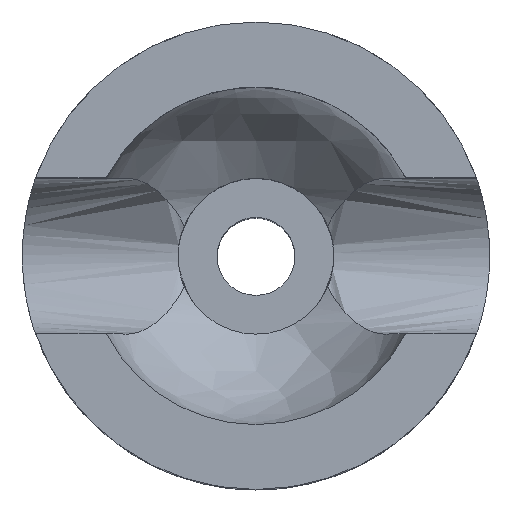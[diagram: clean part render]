
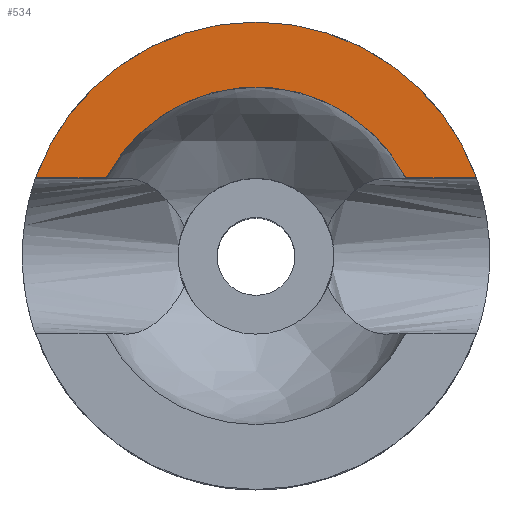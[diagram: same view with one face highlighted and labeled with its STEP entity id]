
A CAD part, top view. The second image highlights one B-rep face of the part: STEP entity #534.
In plain terms, the highlighted free-form (B-spline) face has degree [1, 1] with [2, 2] control points.
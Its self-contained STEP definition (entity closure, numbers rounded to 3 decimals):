
#12=B_SPLINE_SURFACE_WITH_KNOTS('',1,1,((#1092,#1093),(#1094,#1095)),
 .PLANE_SURF.,.F.,.F.,.F.,(2,2),(2,2),(0.,1.),(0.,1.),.UNSPECIFIED.);
#25=LINE('',#1096,#41);
#26=LINE('',#1100,#42);
#41=VECTOR('',#663,1000.);
#42=VECTOR('',#666,1000.);
#128=ORIENTED_EDGE('',*,*,#268,.F.);
#129=ORIENTED_EDGE('',*,*,#292,.F.);
#130=ORIENTED_EDGE('',*,*,#293,.F.);
#131=ORIENTED_EDGE('',*,*,#294,.F.);
#132=ORIENTED_EDGE('',*,*,#295,.F.);
#268=EDGE_CURVE('',#352,#353,#399,.F.);
#292=EDGE_CURVE('',#370,#352,#25,.T.);
#293=EDGE_CURVE('',#371,#370,#413,.T.);
#294=EDGE_CURVE('',#372,#371,#26,.T.);
#295=EDGE_CURVE('',#353,#372,#414,.F.);
#352=VERTEX_POINT('',#997);
#353=VERTEX_POINT('',#998);
#370=VERTEX_POINT('',#1097);
#371=VERTEX_POINT('',#1099);
#372=VERTEX_POINT('',#1101);
#399=CIRCLE('',#578,9.);
#413=CIRCLE('',#592,6.5);
#414=CIRCLE('',#593,9.);
#442=EDGE_LOOP('',(#128,#129,#130,#131,#132));
#478=FACE_BOUND('',#442,.T.);
#534=ADVANCED_FACE('',(#478),#12,.F.);
#578=AXIS2_PLACEMENT_3D('',#996,#633,#634);
#592=AXIS2_PLACEMENT_3D('',#1098,#664,#665);
#593=AXIS2_PLACEMENT_3D('',#1102,#667,#668);
#633=DIRECTION('',(0.,0.,1.));
#634=DIRECTION('',(0.,-1.,0.));
#663=DIRECTION('',(-1.,0.,0.));
#664=DIRECTION('',(0.,0.,1.));
#665=DIRECTION('',(0.,-1.,0.));
#666=DIRECTION('',(-1.,0.,0.));
#667=DIRECTION('',(0.,0.,1.));
#668=DIRECTION('',(0.,-1.,0.));
#996=CARTESIAN_POINT('',(0.,0.,17.));
#997=CARTESIAN_POINT('',(-8.485,3.,17.));
#998=CARTESIAN_POINT('',(0.,9.,17.));
#1092=CARTESIAN_POINT('',(-9.446,9.338,17.));
#1093=CARTESIAN_POINT('',(-9.446,2.698,17.));
#1094=CARTESIAN_POINT('',(9.446,9.338,17.));
#1095=CARTESIAN_POINT('',(9.446,2.698,17.));
#1096=CARTESIAN_POINT('',(12.5,3.,17.));
#1097=CARTESIAN_POINT('',(-5.766,3.,17.));
#1098=CARTESIAN_POINT('',(0.,0.,17.));
#1099=CARTESIAN_POINT('',(5.766,3.,17.));
#1100=CARTESIAN_POINT('',(12.5,3.,17.));
#1101=CARTESIAN_POINT('',(8.485,3.,17.));
#1102=CARTESIAN_POINT('',(0.,0.,17.));
